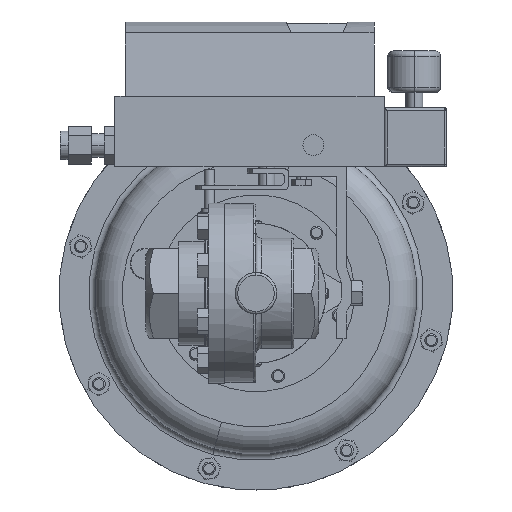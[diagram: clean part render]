
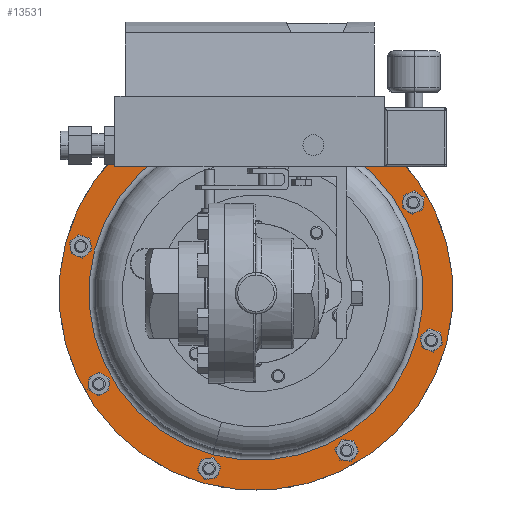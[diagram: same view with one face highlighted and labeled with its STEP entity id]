
A CAD part, front view. The second image highlights one B-rep face of the part: STEP entity #13531.
In plain terms, the highlighted planar face has unit normal (0, -1, 0).
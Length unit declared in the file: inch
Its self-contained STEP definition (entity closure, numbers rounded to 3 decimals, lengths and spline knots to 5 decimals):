
#786 = EDGE_CURVE ( 'NONE', #1194, #39402, #22022, .T. ) ;
#1194 = VERTEX_POINT ( 'NONE', #12275 ) ;
#1462 = CARTESIAN_POINT ( 'NONE',  ( 1.52663, 10.93332, 4.03194 ) ) ;
#2694 = DIRECTION ( 'NONE',  ( -0.259, 0., -0.966 ) ) ;
#4237 = FACE_BOUND ( 'NONE', #37086, .T. ) ;
#4264 = AXIS2_PLACEMENT_3D ( 'NONE', #39683, #16528, #18978 ) ;
#4610 = DIRECTION ( 'NONE',  ( -0.259, 0., -0.966 ) ) ;
#6821 = AXIS2_PLACEMENT_3D ( 'NONE', #39781, #21208, #2694 ) ;
#7136 = CARTESIAN_POINT ( 'NONE',  ( 0.48385, 10.93332, 0.14023 ) ) ;
#9203 = CARTESIAN_POINT ( 'NONE',  ( 0.29724, 10.93332, -0.55621 ) ) ;
#9722 = ORIENTED_EDGE ( 'NONE', *, *, #14212, .F. ) ;
#9878 = ORIENTED_EDGE ( 'NONE', *, *, #25795, .T. ) ;
#10041 = DIRECTION ( 'NONE',  ( 0., 1., 0. ) ) ;
#12275 = CARTESIAN_POINT ( 'NONE',  ( 2.56941, 10.93332, 7.92366 ) ) ;
#13264 = CARTESIAN_POINT ( 'NONE',  ( 2.75602, 10.93332, 8.62009 ) ) ;
#13531 = ADVANCED_FACE ( 'NONE', ( #4237, #37829 ), #33032, .T. ) ;
#13880 = ORIENTED_EDGE ( 'NONE', *, *, #786, .T. ) ;
#14212 = EDGE_CURVE ( 'NONE', #18215, #24418, #38312, .T. ) ;
#15680 = AXIS2_PLACEMENT_3D ( 'NONE', #28016, #26677, #23277 ) ;
#16528 = DIRECTION ( 'NONE',  ( 0., -1., 0. ) ) ;
#18215 = VERTEX_POINT ( 'NONE', #13264 ) ;
#18978 = DIRECTION ( 'NONE',  ( 0.259, 0., 0.966 ) ) ;
#19035 = CIRCLE ( 'NONE', #6821, 4.029 ) ;
#19285 = ORIENTED_EDGE ( 'NONE', *, *, #29314, .F. ) ;
#21208 = DIRECTION ( 'NONE',  ( 0., 1., 0. ) ) ;
#22022 = CIRCLE ( 'NONE', #36443, 4.029 ) ;
#23087 = DIRECTION ( 'NONE',  ( 0., 1., 0. ) ) ;
#23277 = DIRECTION ( 'NONE',  ( -0.259, 0., -0.966 ) ) ;
#24418 = VERTEX_POINT ( 'NONE', #9203 ) ;
#25795 = EDGE_CURVE ( 'NONE', #39402, #1194, #19035, .T. ) ;
#26502 = EDGE_LOOP ( 'NONE', ( #19285, #9722 ) ) ;
#26677 = DIRECTION ( 'NONE',  ( 0., 1., 0. ) ) ;
#28016 = CARTESIAN_POINT ( 'NONE',  ( 1.52663, 10.93332, 4.03194 ) ) ;
#28534 = CARTESIAN_POINT ( 'NONE',  ( 1.52663, 10.93332, 4.03194 ) ) ;
#29314 = EDGE_CURVE ( 'NONE', #24418, #18215, #30522, .T. ) ;
#30522 = CIRCLE ( 'NONE', #30765, 4.75 ) ;
#30765 = AXIS2_PLACEMENT_3D ( 'NONE', #1462, #23087, #4610 ) ;
#31651 = DIRECTION ( 'NONE',  ( -0.259, 0., -0.966 ) ) ;
#33032 = PLANE ( 'NONE',  #4264 ) ;
#36443 = AXIS2_PLACEMENT_3D ( 'NONE', #28534, #10041, #31651 ) ;
#37086 = EDGE_LOOP ( 'NONE', ( #9878, #13880 ) ) ;
#37829 = FACE_OUTER_BOUND ( 'NONE', #26502, .T. ) ;
#38312 = CIRCLE ( 'NONE', #15680, 4.75 ) ;
#39402 = VERTEX_POINT ( 'NONE', #7136 ) ;
#39683 = CARTESIAN_POINT ( 'NONE',  ( -3.06152, 10.93332, 5.26133 ) ) ;
#39781 = CARTESIAN_POINT ( 'NONE',  ( 1.52663, 10.93332, 4.03194 ) ) ;
